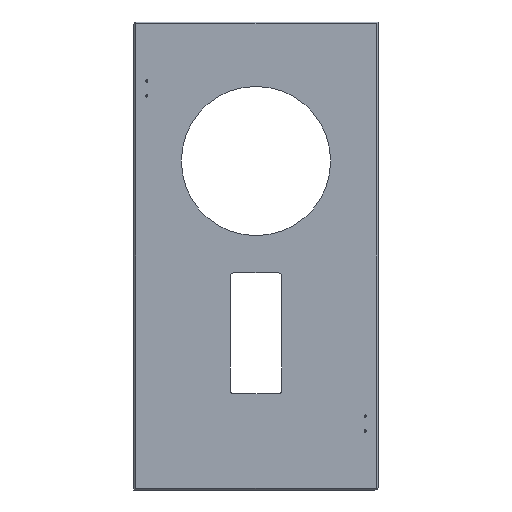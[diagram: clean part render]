
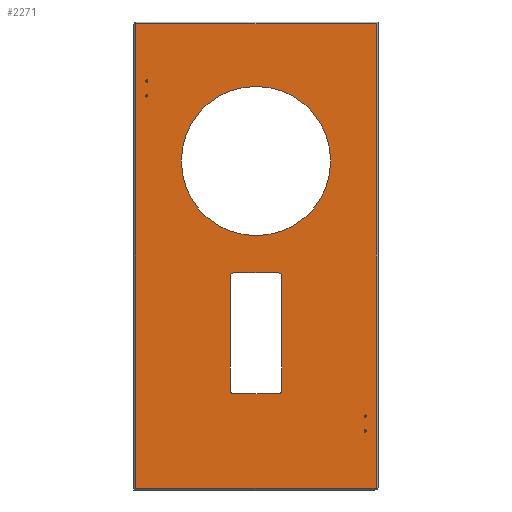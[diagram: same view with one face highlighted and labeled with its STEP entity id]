
A CAD part, front view. The second image highlights one B-rep face of the part: STEP entity #2271.
In plain terms, the highlighted planar face has unit normal (0, -1, 0).
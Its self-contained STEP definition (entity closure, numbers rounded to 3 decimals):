
#69=FACE_BOUND('',#439,.T.);
#70=FACE_BOUND('',#440,.T.);
#71=FACE_BOUND('',#441,.T.);
#72=FACE_BOUND('',#442,.T.);
#73=FACE_BOUND('',#443,.T.);
#74=FACE_BOUND('',#444,.T.);
#148=PLANE('',#2541);
#253=FACE_OUTER_BOUND('',#438,.T.);
#438=EDGE_LOOP('',(#1973,#1974,#1975,#1976));
#439=EDGE_LOOP('',(#1977,#1978,#1979,#1980,#1981,#1982,#1983,#1984));
#440=EDGE_LOOP('',(#1985));
#441=EDGE_LOOP('',(#1986));
#442=EDGE_LOOP('',(#1987));
#443=EDGE_LOOP('',(#1988));
#444=EDGE_LOOP('',(#1989));
#481=LINE('',#3314,#662);
#484=LINE('',#3325,#665);
#489=LINE('',#3338,#670);
#491=LINE('',#3346,#672);
#619=LINE('',#3837,#800);
#622=LINE('',#3845,#803);
#624=LINE('',#3849,#805);
#627=LINE('',#3856,#808);
#662=VECTOR('',#2604,10.);
#665=VECTOR('',#2615,10.);
#670=VECTOR('',#2628,10.);
#672=VECTOR('',#2638,10.);
#800=VECTOR('',#3150,10.);
#803=VECTOR('',#3161,10.);
#805=VECTOR('',#3165,10.);
#808=VECTOR('',#3172,10.);
#840=CIRCLE('',#2329,5.);
#842=CIRCLE('',#2333,5.);
#844=CIRCLE('',#2337,5.);
#846=CIRCLE('',#2341,5.);
#913=CIRCLE('',#2472,1.621);
#916=CIRCLE('',#2477,1.621);
#923=CIRCLE('',#2487,1.621);
#926=CIRCLE('',#2492,1.621);
#948=CIRCLE('',#2542,110.);
#965=VERTEX_POINT('',#3304);
#966=VERTEX_POINT('',#3306);
#968=VERTEX_POINT('',#3312);
#971=VERTEX_POINT('',#3319);
#972=VERTEX_POINT('',#3321);
#974=VERTEX_POINT('',#3330);
#976=VERTEX_POINT('',#3336);
#978=VERTEX_POINT('',#3342);
#1079=VERTEX_POINT('',#3642);
#1082=VERTEX_POINT('',#3652);
#1093=VERTEX_POINT('',#3679);
#1096=VERTEX_POINT('',#3689);
#1148=VERTEX_POINT('',#3834);
#1149=VERTEX_POINT('',#3836);
#1150=VERTEX_POINT('',#3844);
#1151=VERTEX_POINT('',#3848);
#1154=VERTEX_POINT('',#3857);
#1185=EDGE_CURVE('',#965,#966,#840,.T.);
#1189=EDGE_CURVE('',#965,#968,#481,.T.);
#1192=EDGE_CURVE('',#971,#972,#842,.T.);
#1194=EDGE_CURVE('',#971,#966,#484,.T.);
#1198=EDGE_CURVE('',#974,#968,#844,.T.);
#1201=EDGE_CURVE('',#974,#976,#489,.T.);
#1204=EDGE_CURVE('',#978,#976,#846,.T.);
#1205=EDGE_CURVE('',#978,#972,#491,.T.);
#1339=EDGE_CURVE('',#1079,#1079,#913,.T.);
#1344=EDGE_CURVE('',#1082,#1082,#916,.T.);
#1357=EDGE_CURVE('',#1093,#1093,#923,.T.);
#1362=EDGE_CURVE('',#1096,#1096,#926,.T.);
#1435=EDGE_CURVE('',#1148,#1149,#619,.T.);
#1439=EDGE_CURVE('',#1149,#1150,#622,.T.);
#1441=EDGE_CURVE('',#1150,#1151,#624,.T.);
#1445=EDGE_CURVE('',#1151,#1148,#627,.T.);
#1446=EDGE_CURVE('',#1154,#1154,#948,.T.);
#1973=ORIENTED_EDGE('',*,*,#1435,.F.);
#1974=ORIENTED_EDGE('',*,*,#1445,.F.);
#1975=ORIENTED_EDGE('',*,*,#1441,.F.);
#1976=ORIENTED_EDGE('',*,*,#1439,.F.);
#1977=ORIENTED_EDGE('',*,*,#1189,.T.);
#1978=ORIENTED_EDGE('',*,*,#1198,.F.);
#1979=ORIENTED_EDGE('',*,*,#1201,.T.);
#1980=ORIENTED_EDGE('',*,*,#1204,.F.);
#1981=ORIENTED_EDGE('',*,*,#1205,.T.);
#1982=ORIENTED_EDGE('',*,*,#1192,.F.);
#1983=ORIENTED_EDGE('',*,*,#1194,.T.);
#1984=ORIENTED_EDGE('',*,*,#1185,.F.);
#1985=ORIENTED_EDGE('',*,*,#1357,.T.);
#1986=ORIENTED_EDGE('',*,*,#1362,.T.);
#1987=ORIENTED_EDGE('',*,*,#1339,.T.);
#1988=ORIENTED_EDGE('',*,*,#1344,.T.);
#1989=ORIENTED_EDGE('',*,*,#1446,.T.);
#2271=ADVANCED_FACE('',(#253,#69,#70,#71,#72,#73,#74),#148,.F.);
#2329=AXIS2_PLACEMENT_3D('',#3307,#2597,#2598);
#2333=AXIS2_PLACEMENT_3D('',#3322,#2610,#2611);
#2337=AXIS2_PLACEMENT_3D('',#3332,#2622,#2623);
#2341=AXIS2_PLACEMENT_3D('',#3344,#2634,#2635);
#2472=AXIS2_PLACEMENT_3D('',#3644,#2964,#2965);
#2477=AXIS2_PLACEMENT_3D('',#3654,#2976,#2977);
#2487=AXIS2_PLACEMENT_3D('',#3681,#3002,#3003);
#2492=AXIS2_PLACEMENT_3D('',#3691,#3014,#3015);
#2541=AXIS2_PLACEMENT_3D('',#3855,#3170,#3171);
#2542=AXIS2_PLACEMENT_3D('',#3858,#3173,#3174);
#2597=DIRECTION('center_axis',(0.,-1.,0.));
#2598=DIRECTION('ref_axis',(0.707,0.,0.707));
#2604=DIRECTION('',(0.,0.,-1.));
#2610=DIRECTION('center_axis',(0.,-1.,0.));
#2611=DIRECTION('ref_axis',(-0.707,0.,0.707));
#2615=DIRECTION('',(1.,0.,0.));
#2622=DIRECTION('center_axis',(0.,-1.,0.));
#2623=DIRECTION('ref_axis',(0.707,0.,-0.707));
#2628=DIRECTION('',(-1.,0.,0.));
#2634=DIRECTION('center_axis',(0.,-1.,0.));
#2635=DIRECTION('ref_axis',(-0.707,0.,-0.707));
#2638=DIRECTION('',(0.,0.,1.));
#2964=DIRECTION('center_axis',(0.,1.,0.));
#2965=DIRECTION('ref_axis',(1.,0.,0.));
#2976=DIRECTION('center_axis',(0.,1.,0.));
#2977=DIRECTION('ref_axis',(1.,0.,0.));
#3002=DIRECTION('center_axis',(0.,1.,0.));
#3003=DIRECTION('ref_axis',(1.,0.,0.));
#3014=DIRECTION('center_axis',(0.,1.,0.));
#3015=DIRECTION('ref_axis',(1.,0.,0.));
#3150=DIRECTION('',(0.,0.,1.));
#3161=DIRECTION('',(1.,0.,0.));
#3165=DIRECTION('',(0.,0.,-1.));
#3170=DIRECTION('center_axis',(0.,1.,0.));
#3171=DIRECTION('ref_axis',(0.,0.,1.));
#3172=DIRECTION('',(-1.,0.,0.));
#3173=DIRECTION('center_axis',(0.,1.,0.));
#3174=DIRECTION('ref_axis',(1.,0.,0.));
#3304=CARTESIAN_POINT('',(38.1,0.,-30.));
#3306=CARTESIAN_POINT('',(33.1,0.,-25.));
#3307=CARTESIAN_POINT('Origin',(33.1,0.,-30.));
#3312=CARTESIAN_POINT('',(38.1,0.,-197.8));
#3314=CARTESIAN_POINT('',(38.1,0.,-101.4));
#3319=CARTESIAN_POINT('',(-33.1,0.,-25.));
#3321=CARTESIAN_POINT('',(-38.1,0.,-30.));
#3322=CARTESIAN_POINT('Origin',(-33.1,0.,-30.));
#3325=CARTESIAN_POINT('',(19.05,0.,-25.));
#3330=CARTESIAN_POINT('',(33.1,0.,-202.8));
#3332=CARTESIAN_POINT('Origin',(33.1,0.,-197.8));
#3336=CARTESIAN_POINT('',(-33.1,0.,-202.8));
#3338=CARTESIAN_POINT('',(-19.05,0.,-202.8));
#3342=CARTESIAN_POINT('',(-38.1,0.,-197.8));
#3344=CARTESIAN_POINT('Origin',(-33.1,0.,-197.8));
#3346=CARTESIAN_POINT('',(-38.1,0.,-12.5));
#3642=CARTESIAN_POINT('',(-162.621,0.,236.));
#3644=CARTESIAN_POINT('Origin',(-161.,0.,236.));
#3652=CARTESIAN_POINT('',(-162.621,0.,258.));
#3654=CARTESIAN_POINT('Origin',(-161.,0.,258.));
#3679=CARTESIAN_POINT('',(159.379,0.,-258.));
#3681=CARTESIAN_POINT('Origin',(161.,0.,-258.));
#3689=CARTESIAN_POINT('',(159.379,0.,-236.));
#3691=CARTESIAN_POINT('Origin',(161.,0.,-236.));
#3834=CARTESIAN_POINT('',(-177.5,0.,-342.5));
#3836=CARTESIAN_POINT('',(-177.5,0.,342.5));
#3837=CARTESIAN_POINT('',(-177.5,0.,-172.5));
#3844=CARTESIAN_POINT('',(177.5,0.,342.5));
#3845=CARTESIAN_POINT('',(-90.,0.,342.5));
#3848=CARTESIAN_POINT('',(177.5,0.,-342.5));
#3849=CARTESIAN_POINT('',(177.5,0.,172.5));
#3855=CARTESIAN_POINT('Origin',(0.,0.,0.));
#3856=CARTESIAN_POINT('',(90.,0.,-342.5));
#3857=CARTESIAN_POINT('',(-110.,0.,140.));
#3858=CARTESIAN_POINT('Origin',(0.,0.,140.));
